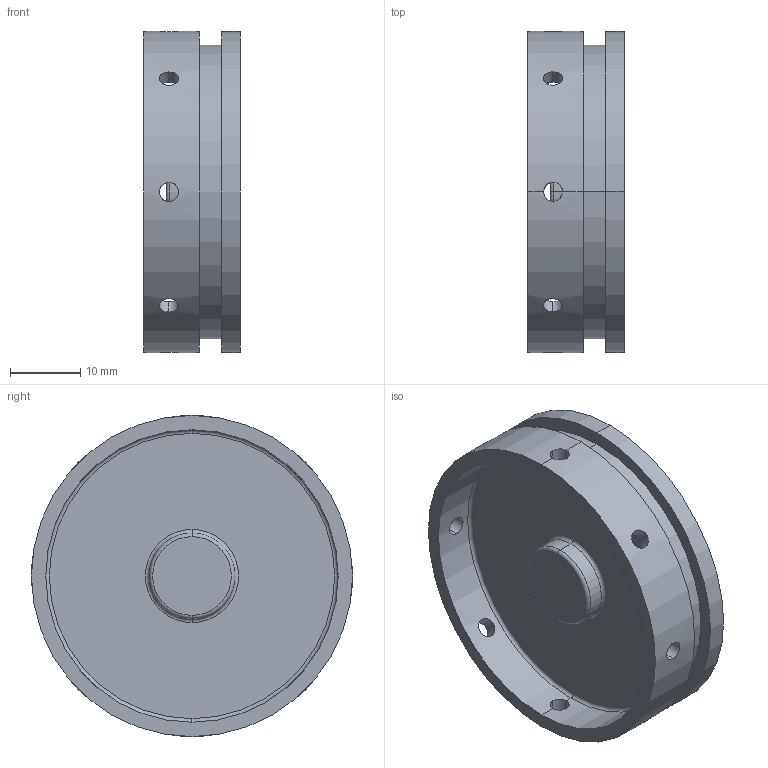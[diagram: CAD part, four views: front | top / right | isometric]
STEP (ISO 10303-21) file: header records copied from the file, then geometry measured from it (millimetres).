
FILE_DESCRIPTION (( 'STEP AP203' ), '1' );
FILE_NAME ('Epoch Bulkhead.STEP', '2020-12-31T15:24:20', ( '' ), ( '' ), 'SwSTEP 2.0', 'SolidWorks 2020', '' );
FILE_SCHEMA (( 'CONFIG_CONTROL_DESIGN' ));
Length unit declared in the file: inch
Products named in the file (1): Epoch Bulkhead
Bounding box: 13.69 x 45.57 x 45.57 mm (x, y, z)
Volume: 6828.7 mm3; surface area: 7012.6 mm2
Topology: 1 solids, 1 shells, 43 faces, 112 edges, 72 vertices
Faces by surface type: cylinder 26, torus 8, plane 7, cone 2
Entity records: 2097 total; most frequent: CARTESIAN_POINT 972, ORIENTED_EDGE 224, DIRECTION 200, EDGE_CURVE 112, AXIS2_PLACEMENT_3D 84, VERTEX_POINT 72, EDGE_LOOP 60, FACE_OUTER_BOUND 43
